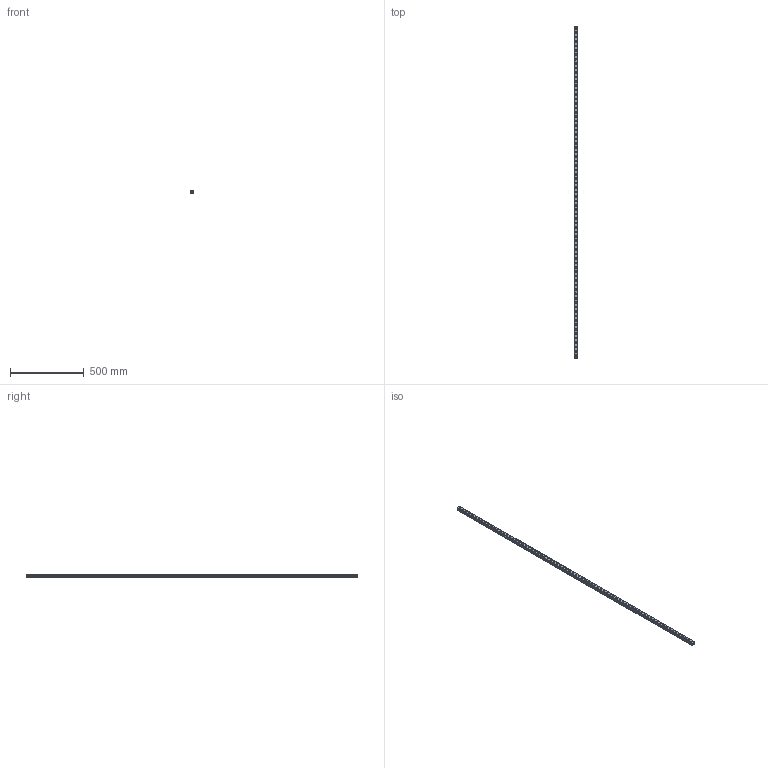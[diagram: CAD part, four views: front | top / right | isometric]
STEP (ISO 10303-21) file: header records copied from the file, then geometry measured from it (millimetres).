
FILE_DESCRIPTION(('STEP AP214'),'1');
FILE_NAME('cctmp_7767E000-4EC3-4A11-8AC1-5455B61AF832_2021_03_10_17_51_24_0713..stp','2021-03-10T16:51:25',('HIWIN GmbH'),('CADClick - www.CADClick.com'),'Spatial InterOp 3D',' ','unknown authorization');
FILE_SCHEMA(('AUTOMOTIVE_DESIGN'));
Length unit declared in the file: millimetre
Products named in the file (1): RGR25R2250H_FILE
Bounding box: 23 x 2250 x 23.6 mm (x, y, z)
Volume: 902290.8 mm3; surface area: 279428.7 mm2
Topology: 1 solids, 1 shells, 792 faces, 1683 edges, 1122 vertices
Faces by surface type: cylinder 468, plane 324
Entity records: 28123 total; most frequent: DIRECTION 4205, CARTESIAN_POINT 3598, ORIENTED_EDGE 3366, AXIS2_PLACEMENT_3D 1729, EDGE_CURVE 1683, VERTEX_POINT 1122, EDGE_LOOP 1021, CIRCLE 936
